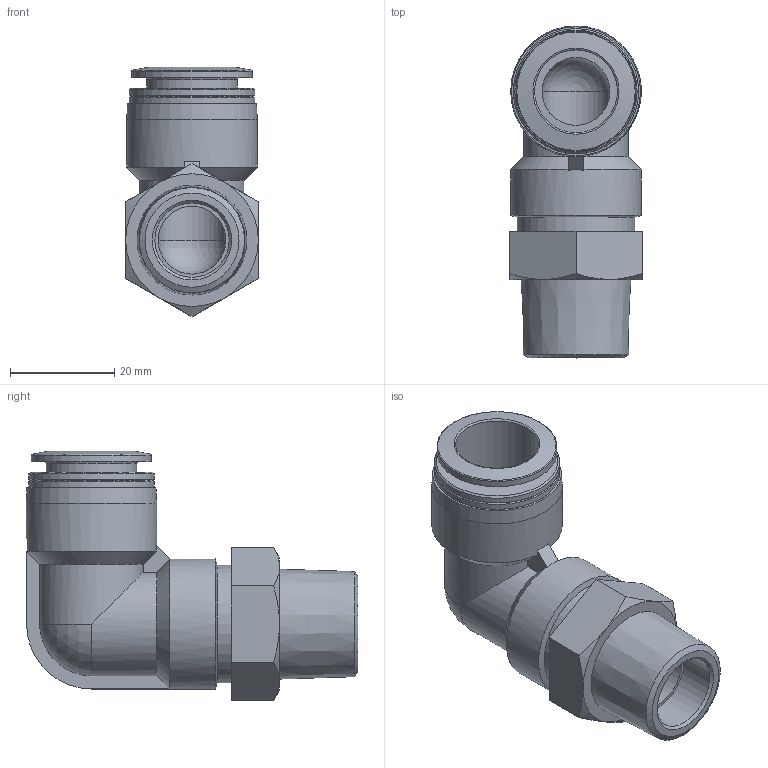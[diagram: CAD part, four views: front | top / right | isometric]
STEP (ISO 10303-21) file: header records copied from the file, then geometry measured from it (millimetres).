
FILE_DESCRIPTION(/* description */ ('STEP AP214'),/* implementation_level */ '2;1');
FILE_NAME(/* name */ '190725_QSL-1_2-5_8-U',/* time_stamp */ '2024-09-14T08:28:35+02:00',/* author */ ('License CC BY-ND 4.0'),/* organization */ ('CADENAS'),/* preprocessor_version */ 'ST-DEVELOPER v19.3',/* originating_system */ 'PARTsolutions',/* authorisation */ ' ');
FILE_SCHEMA (('AUTOMOTIVE_DESIGN {1 0 10303 214 3 1 1}'));
Length unit declared in the file: millimetre
Products named in the file (1): 190725 QSL-1/2-5/8-U
Bounding box: 25.4 x 63.5 x 47.76 mm (x, y, z)
Volume: 20884.1 mm3; surface area: 11129 mm2
Topology: 1 solids, 1 shells, 61 faces, 138 edges, 84 vertices
Faces by surface type: cone 20, plane 19, cylinder 15, sphere 4, torus 3
Full cylindrical faces by diameter (mm): 13 x2, 14.224 x1, 15.88 x1, 17.38 x1, 22.5 x1, 23 x1, 24 x2, 25 x2
Entity records: 2024 total; most frequent: CARTESIAN_POINT 313, DIRECTION 274, ORIENTED_EDGE 220, AXIS2_PLACEMENT_3D 122, EDGE_CURVE 110, EDGE_LOOP 93, FACE_BOUND 93, VERTEX_POINT 81
